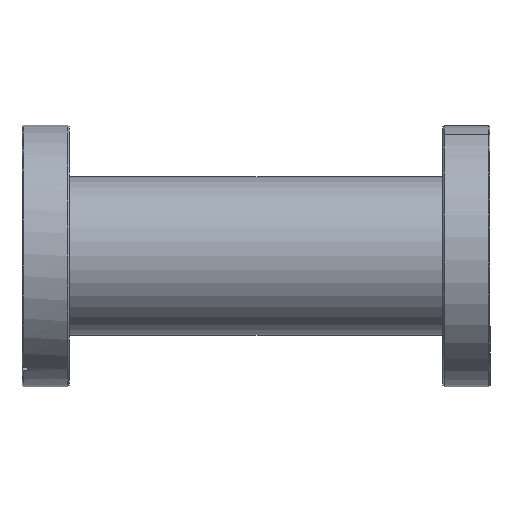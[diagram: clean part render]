
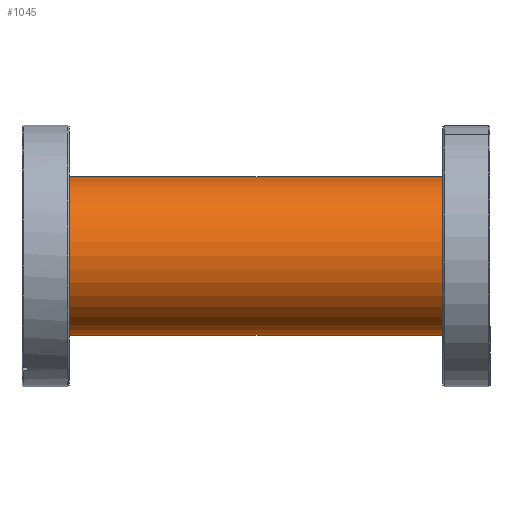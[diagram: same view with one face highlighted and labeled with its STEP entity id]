
A CAD part, left-side view. The second image highlights one B-rep face of the part: STEP entity #1045.
In plain terms, the highlighted cylindrical face has radius 21.2 mm (diameter 42.4 mm), a partial arc.
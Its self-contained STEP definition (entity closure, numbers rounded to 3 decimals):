
#21 = CARTESIAN_POINT ( 'NONE',  ( 0., 114.8, 0. ) ) ;
#23 = CIRCLE ( 'NONE', #2050, 21.2 ) ;
#216 = CARTESIAN_POINT ( 'NONE',  ( 0., 0., 21.2 ) ) ;
#522 = DIRECTION ( 'NONE',  ( 0., 1., 0. ) ) ;
#831 = DIRECTION ( 'NONE',  ( 0., -1., 0. ) ) ;
#1045 = ADVANCED_FACE ( 'NONE', ( #4007 ), #3224, .T. ) ;
#1062 = EDGE_LOOP ( 'NONE', ( #1632, #3459, #1073, #2741 ) ) ;
#1067 = AXIS2_PLACEMENT_3D ( 'NONE', #3717, #4033, #3378 ) ;
#1073 = ORIENTED_EDGE ( 'NONE', *, *, #2240, .T. ) ;
#1093 = DIRECTION ( 'NONE',  ( 0., -1., 0. ) ) ;
#1196 = DIRECTION ( 'NONE',  ( 0., 0., 1. ) ) ;
#1353 = VERTEX_POINT ( 'NONE', #216 ) ;
#1632 = ORIENTED_EDGE ( 'NONE', *, *, #2808, .F. ) ;
#1698 = EDGE_CURVE ( 'NONE', #2993, #4240, #2699, .T. ) ;
#1727 = CARTESIAN_POINT ( 'NONE',  ( 0., 114.8, 21.2 ) ) ;
#1830 = EDGE_CURVE ( 'NONE', #2891, #1353, #23, .T. ) ;
#1856 = VECTOR ( 'NONE', #831, 1000. ) ;
#2050 = AXIS2_PLACEMENT_3D ( 'NONE', #4058, #522, #2147 ) ;
#2147 = DIRECTION ( 'NONE',  ( 0., 0., 1. ) ) ;
#2240 = EDGE_CURVE ( 'NONE', #2993, #2891, #2710, .T. ) ;
#2699 = CIRCLE ( 'NONE', #2764, 21.2 ) ;
#2710 = LINE ( 'NONE', #2937, #1856 ) ;
#2736 = CARTESIAN_POINT ( 'NONE',  ( 0., 0., -21.2 ) ) ;
#2741 = ORIENTED_EDGE ( 'NONE', *, *, #1830, .T. ) ;
#2764 = AXIS2_PLACEMENT_3D ( 'NONE', #21, #3013, #1196 ) ;
#2808 = EDGE_CURVE ( 'NONE', #4240, #1353, #3296, .T. ) ;
#2891 = VERTEX_POINT ( 'NONE', #2736 ) ;
#2937 = CARTESIAN_POINT ( 'NONE',  ( 0., 114.8, -21.2 ) ) ;
#2993 = VERTEX_POINT ( 'NONE', #3297 ) ;
#3013 = DIRECTION ( 'NONE',  ( 0., 1., 0. ) ) ;
#3198 = VECTOR ( 'NONE', #1093, 1000. ) ;
#3224 = CYLINDRICAL_SURFACE ( 'NONE', #1067, 21.2 ) ;
#3296 = LINE ( 'NONE', #1727, #3198 ) ;
#3297 = CARTESIAN_POINT ( 'NONE',  ( 0., 114.8, -21.2 ) ) ;
#3378 = DIRECTION ( 'NONE',  ( 0., 0., -1. ) ) ;
#3459 = ORIENTED_EDGE ( 'NONE', *, *, #1698, .F. ) ;
#3717 = CARTESIAN_POINT ( 'NONE',  ( 0., 114.8, 0. ) ) ;
#3937 = CARTESIAN_POINT ( 'NONE',  ( 0., 114.8, 21.2 ) ) ;
#4007 = FACE_OUTER_BOUND ( 'NONE', #1062, .T. ) ;
#4033 = DIRECTION ( 'NONE',  ( 0., -1., 0. ) ) ;
#4058 = CARTESIAN_POINT ( 'NONE',  ( 0., 0., 0. ) ) ;
#4240 = VERTEX_POINT ( 'NONE', #3937 ) ;
